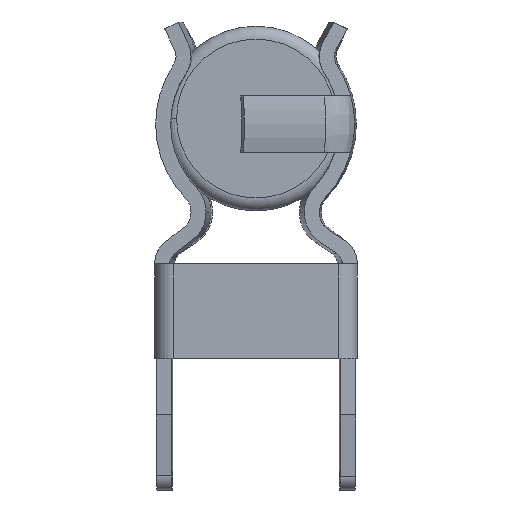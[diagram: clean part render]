
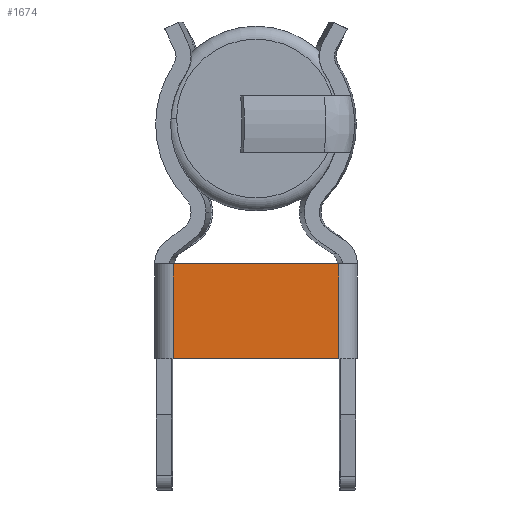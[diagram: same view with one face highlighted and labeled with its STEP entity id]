
A CAD part, left-side view. The second image highlights one B-rep face of the part: STEP entity #1674.
In plain terms, the highlighted face is planar.
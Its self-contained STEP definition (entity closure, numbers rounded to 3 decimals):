
#774 = VERTEX_POINT('',#775);
#775 = CARTESIAN_POINT('',(2.236,2.565,-4.112));
#806 = VERTEX_POINT('',#807);
#807 = CARTESIAN_POINT('',(2.236,0.,-4.112));
#847 = EDGE_CURVE('',#806,#848,#850,.T.);
#848 = VERTEX_POINT('',#849);
#849 = CARTESIAN_POINT('',(-2.236,0.,-4.112));
#850 = LINE('',#851,#852);
#851 = CARTESIAN_POINT('',(-2.236,0.,-4.112));
#852 = VECTOR('',#853,1.);
#853 = DIRECTION('',(-1.,0.,0.));
#879 = VERTEX_POINT('',#880);
#880 = CARTESIAN_POINT('',(-2.236,2.565,-4.112));
#911 = EDGE_CURVE('',#774,#879,#912,.T.);
#912 = LINE('',#913,#914);
#913 = CARTESIAN_POINT('',(-2.236,2.565,-4.112));
#914 = VECTOR('',#915,1.);
#915 = DIRECTION('',(-1.,0.,0.));
#1662 = EDGE_CURVE('',#774,#806,#1663,.T.);
#1663 = LINE('',#1664,#1665);
#1664 = CARTESIAN_POINT('',(2.236,2.565,-4.112));
#1665 = VECTOR('',#1666,1.);
#1666 = DIRECTION('',(-0.,-1.,-0.));
#1674 = ADVANCED_FACE('',(#1675),#1686,.F.);
#1675 = FACE_BOUND('',#1676,.T.);
#1676 = EDGE_LOOP('',(#1677,#1678,#1684,#1685));
#1677 = ORIENTED_EDGE('',*,*,#847,.T.);
#1678 = ORIENTED_EDGE('',*,*,#1679,.F.);
#1679 = EDGE_CURVE('',#879,#848,#1680,.T.);
#1680 = LINE('',#1681,#1682);
#1681 = CARTESIAN_POINT('',(-2.236,2.565,-4.112));
#1682 = VECTOR('',#1683,1.);
#1683 = DIRECTION('',(-0.,-1.,-0.));
#1684 = ORIENTED_EDGE('',*,*,#911,.F.);
#1685 = ORIENTED_EDGE('',*,*,#1662,.T.);
#1686 = PLANE('',#1687);
#1687 = AXIS2_PLACEMENT_3D('',#1688,#1689,#1690);
#1688 = CARTESIAN_POINT('',(-2.236,2.565,-4.112));
#1689 = DIRECTION('',(0.,0.,1.));
#1690 = DIRECTION('',(1.,0.,0.));
